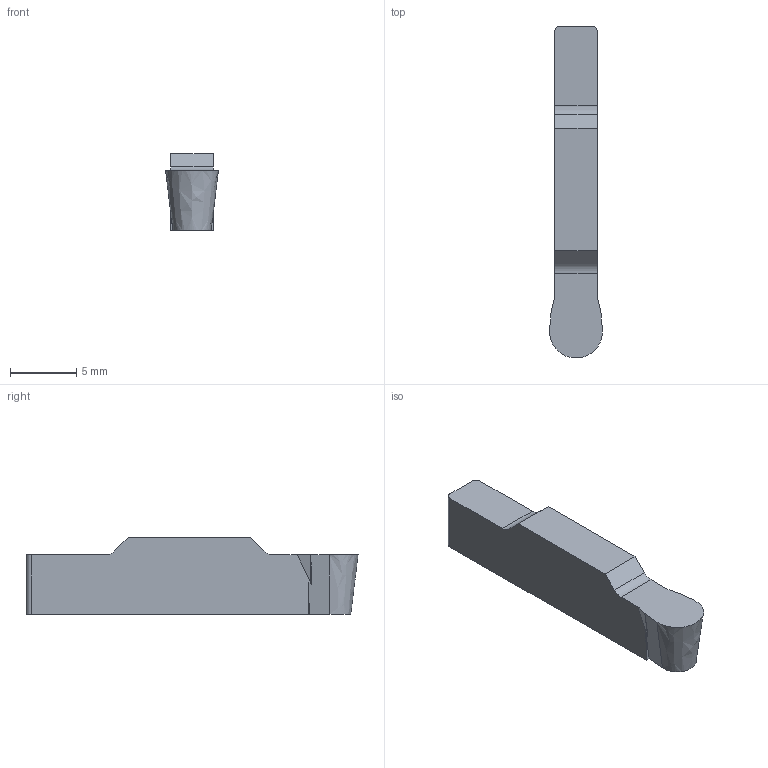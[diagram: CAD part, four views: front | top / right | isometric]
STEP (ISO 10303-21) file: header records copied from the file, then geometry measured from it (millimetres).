
FILE_DESCRIPTION(/* description */ (''),/* implementation_level */ '2;1');
FILE_NAME(/* name */ 'n123h1-0400-rs-cd10_cut_20190809_134933_1.stp',/* time_stamp */ '2019-08-09T13:50:52+02:00',/* author */ (''),/* organization */ ('SMS'),/* preprocessor_version */ 'ST-DEVELOPER v15',/* originating_system */ 'SIEMENS PLM Software NX 8.5',/* authorisation */ '');
FILE_SCHEMA (('AUTOMOTIVE_DESIGN { 1 0 10303 214 3 1 1 1 }'));
Length unit declared in the file: millimetre
Products named in the file (1): N123H1-0400-RS-CD10_CUT_20190809_134933_1
Bounding box: 3.99 x 25.05 x 5.79 mm (x, y, z)
Volume: 397.6 mm3; surface area: 433.6 mm2
Topology: 1 solids, 1 shells, 22 faces, 61 edges, 43 vertices
Faces by surface type: plane 15, cylinder 4, bspline 3
Entity records: 869 total; most frequent: CARTESIAN_POINT 274, ORIENTED_EDGE 120, DIRECTION 103, EDGE_CURVE 60, LINE 43, VECTOR 43, VERTEX_POINT 40, AXIS2_PLACEMENT_3D 30
